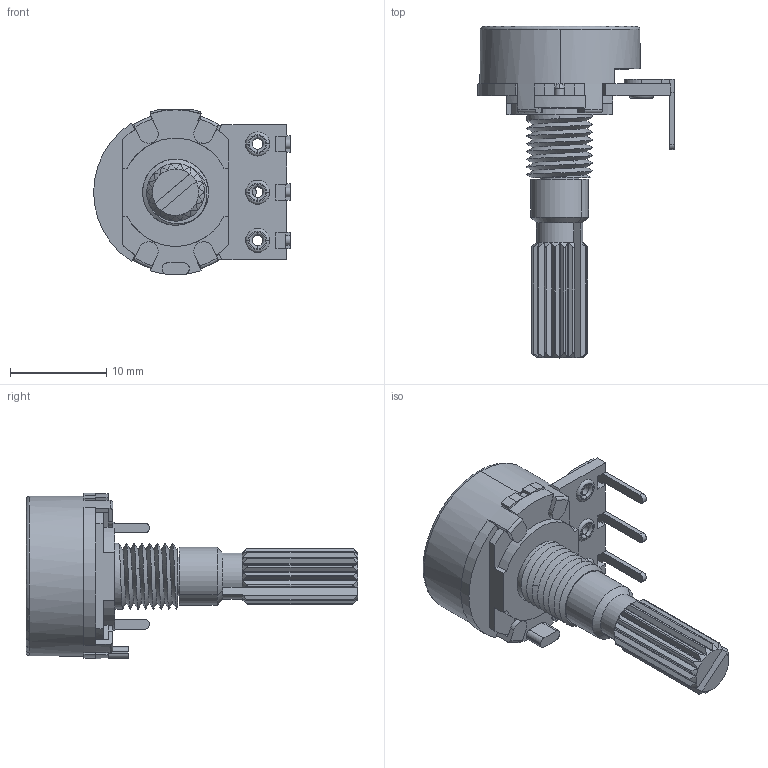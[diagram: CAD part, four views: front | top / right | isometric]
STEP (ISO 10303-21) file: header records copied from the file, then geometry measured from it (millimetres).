
FILE_DESCRIPTION((''),'2;1');
FILE_NAME('16KNPD11C_SW0001','2018-08-23T',('eng08'),(''),'PRO/ENGINEER BY PARAMETRIC TECHNOLOGY CORPORATION, 2012480','PRO/ENGINEER BY PARAMETRIC TECHNOLOGY CORPORATION, 2012480','');
FILE_SCHEMA(('CONFIG_CONTROL_DESIGN'));
Length unit declared in the file: inch
Products named in the file (1): 16KNPD11C_SW0001
Bounding box: 20.4 x 34.4 x 17.15 mm (x, y, z)
Volume: 1651.5 mm3; surface area: 3394.7 mm2
Topology: 1 solids, 1 shells, 429 faces, 1258 edges, 812 vertices
Faces by surface type: plane 280, cylinder 115, torus 18, bspline 10, cone 6
Entity records: 18225 total; most frequent: CARTESIAN_POINT 5554, ORIENTED_EDGE 2516, DIRECTION 2257, EDGE_CURVE 1258, VERTEX_POINT 812, AXIS2_PLACEMENT_3D 754, VECTOR 749, LINE 749
